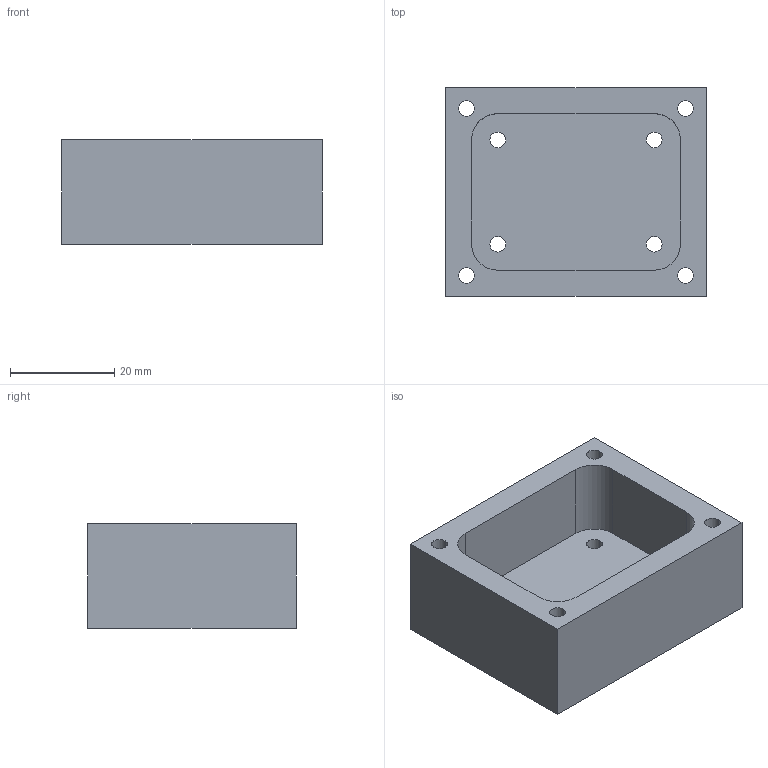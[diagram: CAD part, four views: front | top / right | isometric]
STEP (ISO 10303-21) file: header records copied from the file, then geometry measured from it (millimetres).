
FILE_DESCRIPTION (( 'STEP AP214' ), '1' );
FILE_NAME ('Box_Unterteil.STEP', '2023-01-05T14:07:56', ( '' ), ( '' ), 'SwSTEP 2.0', 'SolidWorks 2022', '' );
FILE_SCHEMA (( 'AUTOMOTIVE_DESIGN' ));
Length unit declared in the file: millimetre
Products named in the file (1): Box_Unterteil
Bounding box: 50 x 40 x 20 mm (x, y, z)
Volume: 21615 mm3; surface area: 10400.6 mm2
Topology: 1 solids, 1 shells, 31 faces, 84 edges, 56 vertices
Faces by surface type: cylinder 20, plane 11
Entity records: 1064 total; most frequent: DIRECTION 188, CARTESIAN_POINT 172, ORIENTED_EDGE 168, EDGE_CURVE 84, AXIS2_PLACEMENT_3D 72, VERTEX_POINT 56, EDGE_LOOP 48, VECTOR 44
